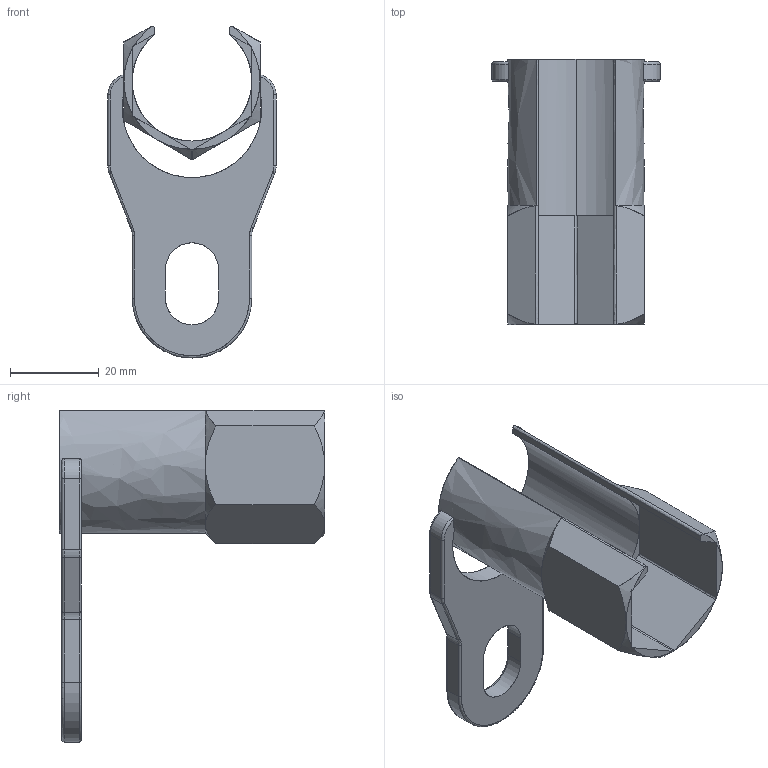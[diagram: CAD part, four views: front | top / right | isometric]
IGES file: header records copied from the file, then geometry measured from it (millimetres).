
Start section: SolidWorks IGES file using analytic representation for surfaces
Global section: file name: S-2700-WR.IGS; native system: SolidWorks 2007; preprocessor: SolidWorks 2007; author: BSI 05; date: 080331.122217; units: millimetre
Bounding box: 38 x 60 x 74.98 mm (x, y, z)
Surface area: 12907.1 mm2 (no closed solid volume)
Topology: 0 solids, 0 shells, 97 faces, 1009 edges, 1009 vertices
Faces by surface type: bspline 53, revolution 44
